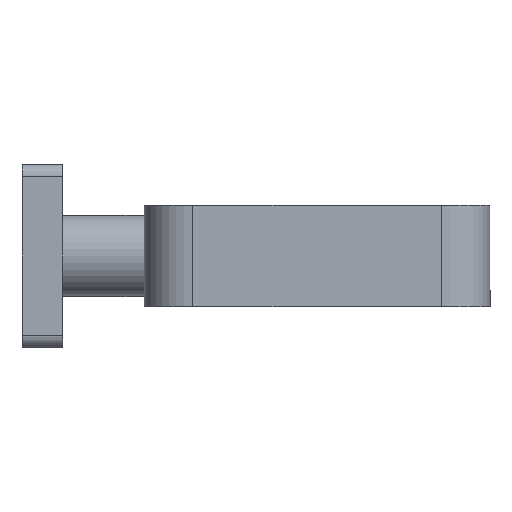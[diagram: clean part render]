
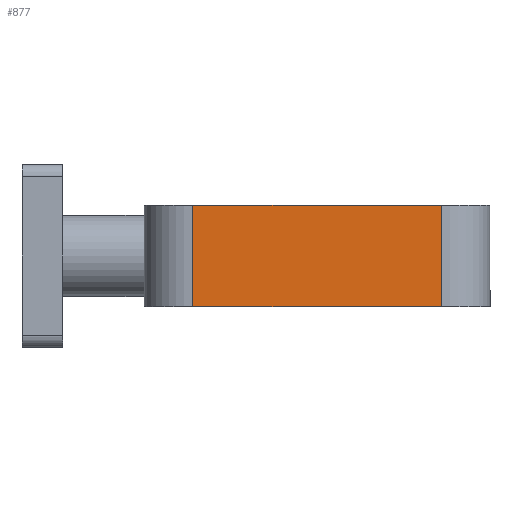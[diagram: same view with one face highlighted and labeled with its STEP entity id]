
A CAD part, left-side view. The second image highlights one B-rep face of the part: STEP entity #877.
In plain terms, the highlighted planar face has unit normal (-1, 0, 0).
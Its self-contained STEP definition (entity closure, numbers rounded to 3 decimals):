
#85=LINE('',#1476,#165);
#100=LINE('',#1522,#180);
#101=LINE('',#1525,#181);
#102=LINE('',#1526,#182);
#165=VECTOR('',#1193,61.);
#180=VECTOR('',#1240,25.);
#181=VECTOR('',#1243,61.);
#182=VECTOR('',#1244,25.);
#261=FACE_OUTER_BOUND('',#317,.T.);
#317=EDGE_LOOP('',(#711,#712,#713,#714));
#421=VERTEX_POINT('',#1473);
#422=VERTEX_POINT('',#1475);
#437=VERTEX_POINT('',#1520);
#438=VERTEX_POINT('',#1524);
#515=EDGE_CURVE('',#421,#422,#85,.T.);
#540=EDGE_CURVE('',#437,#421,#100,.T.);
#541=EDGE_CURVE('',#437,#438,#101,.T.);
#542=EDGE_CURVE('',#422,#438,#102,.T.);
#711=ORIENTED_EDGE('',*,*,#515,.F.);
#712=ORIENTED_EDGE('',*,*,#540,.F.);
#713=ORIENTED_EDGE('',*,*,#541,.T.);
#714=ORIENTED_EDGE('',*,*,#542,.F.);
#839=PLANE('',#1021);
#877=ADVANCED_FACE('',(#261),#839,.F.);
#1021=AXIS2_PLACEMENT_3D('',#1523,#1241,#1242);
#1193=DIRECTION('',(0.,0.,-1.));
#1240=DIRECTION('',(0.,-1.,0.));
#1241=DIRECTION('center_axis',(1.,0.,0.));
#1242=DIRECTION('ref_axis',(0.,0.,-1.));
#1243=DIRECTION('',(0.,0.,-1.));
#1244=DIRECTION('',(0.,1.,0.));
#1473=CARTESIAN_POINT('',(-104.5,-12.5,30.5));
#1475=CARTESIAN_POINT('',(-104.5,-12.5,-30.5));
#1476=CARTESIAN_POINT('',(-104.5,-12.5,30.5));
#1520=CARTESIAN_POINT('',(-104.5,12.5,30.5));
#1522=CARTESIAN_POINT('',(-104.5,12.5,30.5));
#1523=CARTESIAN_POINT('Origin',(-104.5,12.5,-30.5));
#1524=CARTESIAN_POINT('',(-104.5,12.5,-30.5));
#1525=CARTESIAN_POINT('',(-104.5,12.5,30.5));
#1526=CARTESIAN_POINT('',(-104.5,-12.5,-30.5));
